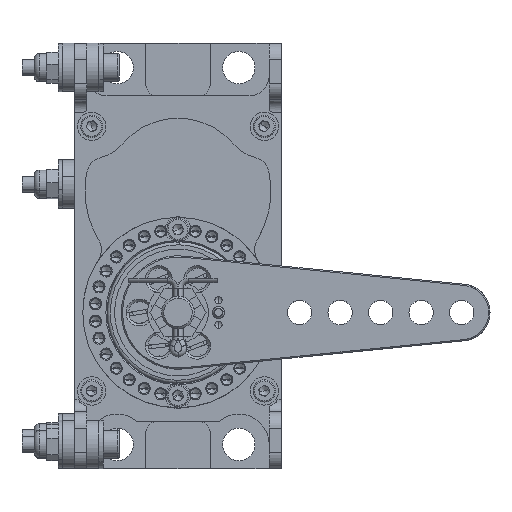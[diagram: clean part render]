
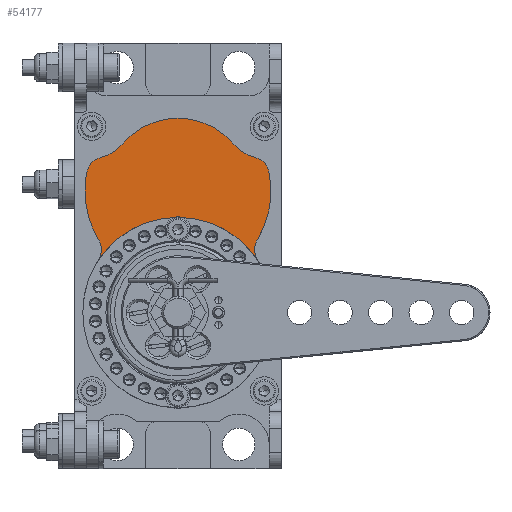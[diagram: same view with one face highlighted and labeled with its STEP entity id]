
A CAD part, top view. The second image highlights one B-rep face of the part: STEP entity #54177.
In plain terms, the highlighted planar face has unit normal (0, 0, 1).
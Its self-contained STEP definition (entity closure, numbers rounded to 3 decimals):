
#188 = AXIS2_PLACEMENT_3D ( 'NONE', #22932, #63747, #6737 ) ;
#2670 = CARTESIAN_POINT ( 'NONE',  ( -23.905, 15.517, 13.8 ) ) ;
#3349 = CARTESIAN_POINT ( 'NONE',  ( -22.95, 30., 13.8 ) ) ;
#5162 = DIRECTION ( 'NONE',  ( 1., 0., 0. ) ) ;
#6366 = AXIS2_PLACEMENT_3D ( 'NONE', #62866, #38646, #23411 ) ;
#6595 = ORIENTED_EDGE ( 'NONE', *, *, #10922, .T. ) ;
#6737 = DIRECTION ( 'NONE',  ( 1., 0., 0. ) ) ;
#6778 = CARTESIAN_POINT ( 'NONE',  ( 0., 30., 13.8 ) ) ;
#9231 = AXIS2_PLACEMENT_3D ( 'NONE', #2670, #91098, #66720 ) ;
#9382 = CIRCLE ( 'NONE', #48181, 22.95 ) ;
#10384 = VERTEX_POINT ( 'NONE', #47434 ) ;
#10419 = DIRECTION ( 'NONE',  ( 1., 0., 0. ) ) ;
#10806 = CARTESIAN_POINT ( 'NONE',  ( -19.134, 38.271, 13.8 ) ) ;
#10922 = EDGE_CURVE ( 'NONE', #34449, #10384, #89179, .T. ) ;
#11820 = ORIENTED_EDGE ( 'NONE', *, *, #84720, .T. ) ;
#12845 = CARTESIAN_POINT ( 'NONE',  ( 13.788, 41.571, 13.8 ) ) ;
#15483 = DIRECTION ( 'NONE',  ( 0., 0., 1. ) ) ;
#16099 = CIRCLE ( 'NONE', #97060, 10. ) ;
#19851 = CARTESIAN_POINT ( 'NONE',  ( -22.413, 34.937, 13.8 ) ) ;
#20204 = CARTESIAN_POINT ( 'NONE',  ( -21.448, 48., 13.8 ) ) ;
#21576 = DIRECTION ( 'NONE',  ( 0., 0., 1. ) ) ;
#21875 = VERTEX_POINT ( 'NONE', #45605 ) ;
#22932 = CARTESIAN_POINT ( 'NONE',  ( 0., 0., 13.8 ) ) ;
#23411 = DIRECTION ( 'NONE',  ( 1., 0., 0. ) ) ;
#23494 = EDGE_CURVE ( 'NONE', #10384, #55948, #78360, .T. ) ;
#25700 = CARTESIAN_POINT ( 'NONE',  ( 19.629, 18.108, 13.8 ) ) ;
#25975 = CIRCLE ( 'NONE', #40698, 4.4 ) ;
#26685 = ORIENTED_EDGE ( 'NONE', *, *, #36540, .T. ) ;
#27059 = CARTESIAN_POINT ( 'NONE',  ( -13.788, 41.571, 13.8 ) ) ;
#29284 = CIRCLE ( 'NONE', #188, 23.5 ) ;
#30748 = CIRCLE ( 'NONE', #82718, 18. ) ;
#33524 = CIRCLE ( 'NONE', #74903, 5. ) ;
#34449 = VERTEX_POINT ( 'NONE', #3349 ) ;
#35499 = ORIENTED_EDGE ( 'NONE', *, *, #68646, .T. ) ;
#36540 = EDGE_CURVE ( 'NONE', #92317, #40604, #59454, .T. ) ;
#38214 = DIRECTION ( 'NONE',  ( 0., 0., 1. ) ) ;
#38511 = ORIENTED_EDGE ( 'NONE', *, *, #96157, .T. ) ;
#38646 = DIRECTION ( 'NONE',  ( 0., 0., 1. ) ) ;
#39178 = ORIENTED_EDGE ( 'NONE', *, *, #73573, .T. ) ;
#40604 = VERTEX_POINT ( 'NONE', #10806 ) ;
#40605 = EDGE_CURVE ( 'NONE', #92317, #68856, #30748, .T. ) ;
#40698 = AXIS2_PLACEMENT_3D ( 'NONE', #87982, #15483, #63658 ) ;
#41936 = VERTEX_POINT ( 'NONE', #70229 ) ;
#42829 = DIRECTION ( 'NONE',  ( 0., 0., -1. ) ) ;
#43912 = CIRCLE ( 'NONE', #6366, 22.95 ) ;
#45605 = CARTESIAN_POINT ( 'NONE',  ( 19.134, 38.271, 13.8 ) ) ;
#46690 = CARTESIAN_POINT ( 'NONE',  ( 18.116, 33.991, 13.8 ) ) ;
#47434 = CARTESIAN_POINT ( 'NONE',  ( -19.629, 18.108, 13.8 ) ) ;
#48181 = AXIS2_PLACEMENT_3D ( 'NONE', #98763, #50539, #10419 ) ;
#50539 = DIRECTION ( 'NONE',  ( 0., 0., 1. ) ) ;
#51790 = DIRECTION ( 'NONE',  ( 0., 0., -1. ) ) ;
#52930 = PLANE ( 'NONE',  #87145 ) ;
#53084 = CARTESIAN_POINT ( 'NONE',  ( 23.905, 15.517, 13.8 ) ) ;
#54177 = ADVANCED_FACE ( 'NONE', ( #91700 ), #52930, .T. ) ;
#55948 = VERTEX_POINT ( 'NONE', #89011 ) ;
#59281 = DIRECTION ( 'NONE',  ( 1., 0., 0. ) ) ;
#59454 = CIRCLE ( 'NONE', #61861, 10. ) ;
#60609 = DIRECTION ( 'NONE',  ( 1., 0., 0. ) ) ;
#61092 = DIRECTION ( 'NONE',  ( 0., 0., -1. ) ) ;
#61861 = AXIS2_PLACEMENT_3D ( 'NONE', #20204, #76445, #60609 ) ;
#62866 = CARTESIAN_POINT ( 'NONE',  ( 0., 30., 13.8 ) ) ;
#63658 = DIRECTION ( 'NONE',  ( 1., 0., 0. ) ) ;
#63747 = DIRECTION ( 'NONE',  ( 0., 0., 1. ) ) ;
#66516 = EDGE_CURVE ( 'NONE', #21875, #68856, #16099, .T. ) ;
#66544 = AXIS2_PLACEMENT_3D ( 'NONE', #46690, #78654, #94265 ) ;
#66720 = DIRECTION ( 'NONE',  ( 1., 0., 0. ) ) ;
#68646 = EDGE_CURVE ( 'NONE', #90708, #41936, #9382, .T. ) ;
#68856 = VERTEX_POINT ( 'NONE', #12845 ) ;
#69413 = DIRECTION ( 'NONE',  ( 1., 0., 0. ) ) ;
#70229 = CARTESIAN_POINT ( 'NONE',  ( 22.413, 34.937, 13.8 ) ) ;
#71465 = ORIENTED_EDGE ( 'NONE', *, *, #100811, .F. ) ;
#73573 = EDGE_CURVE ( 'NONE', #88861, #34449, #43912, .T. ) ;
#74903 = AXIS2_PLACEMENT_3D ( 'NONE', #53084, #61092, #5162 ) ;
#75796 = CARTESIAN_POINT ( 'NONE',  ( 0., 30., 13.8 ) ) ;
#76286 = VERTEX_POINT ( 'NONE', #103137 ) ;
#76445 = DIRECTION ( 'NONE',  ( 0., 0., -1. ) ) ;
#77128 = CARTESIAN_POINT ( 'NONE',  ( 0., 30., 13.8 ) ) ;
#78360 = CIRCLE ( 'NONE', #9231, 5. ) ;
#78654 = DIRECTION ( 'NONE',  ( 0., 0., 1. ) ) ;
#78835 = CIRCLE ( 'NONE', #66544, 4.4 ) ;
#79612 = DIRECTION ( 'NONE',  ( 1., 0., 0. ) ) ;
#80798 = ORIENTED_EDGE ( 'NONE', *, *, #66516, .T. ) ;
#80912 = EDGE_CURVE ( 'NONE', #41936, #21875, #78835, .T. ) ;
#81845 = ORIENTED_EDGE ( 'NONE', *, *, #80912, .T. ) ;
#82367 = DIRECTION ( 'NONE',  ( 1., 0., 0. ) ) ;
#82718 = AXIS2_PLACEMENT_3D ( 'NONE', #75796, #42829, #59281 ) ;
#84720 = EDGE_CURVE ( 'NONE', #40604, #88861, #25975, .T. ) ;
#86041 = ORIENTED_EDGE ( 'NONE', *, *, #40605, .F. ) ;
#86753 = EDGE_LOOP ( 'NONE', ( #26685, #11820, #39178, #6595, #93536, #71465, #38511, #35499, #81845, #80798, #86041 ) ) ;
#87145 = AXIS2_PLACEMENT_3D ( 'NONE', #77128, #21576, #69413 ) ;
#87982 = CARTESIAN_POINT ( 'NONE',  ( -18.116, 33.991, 13.8 ) ) ;
#88861 = VERTEX_POINT ( 'NONE', #19851 ) ;
#89011 = CARTESIAN_POINT ( 'NONE',  ( -19.711, 12.795, 13.8 ) ) ;
#89179 = CIRCLE ( 'NONE', #90299, 22.95 ) ;
#90299 = AXIS2_PLACEMENT_3D ( 'NONE', #6778, #38214, #79612 ) ;
#90708 = VERTEX_POINT ( 'NONE', #25700 ) ;
#91098 = DIRECTION ( 'NONE',  ( 0., 0., -1. ) ) ;
#91239 = CARTESIAN_POINT ( 'NONE',  ( 21.448, 48., 13.8 ) ) ;
#91700 = FACE_OUTER_BOUND ( 'NONE', #86753, .T. ) ;
#92317 = VERTEX_POINT ( 'NONE', #27059 ) ;
#93536 = ORIENTED_EDGE ( 'NONE', *, *, #23494, .T. ) ;
#94265 = DIRECTION ( 'NONE',  ( 1., 0., 0. ) ) ;
#96157 = EDGE_CURVE ( 'NONE', #76286, #90708, #33524, .T. ) ;
#97060 = AXIS2_PLACEMENT_3D ( 'NONE', #91239, #51790, #82367 ) ;
#98763 = CARTESIAN_POINT ( 'NONE',  ( 0., 30., 13.8 ) ) ;
#100811 = EDGE_CURVE ( 'NONE', #76286, #55948, #29284, .T. ) ;
#103137 = CARTESIAN_POINT ( 'NONE',  ( 19.711, 12.795, 13.8 ) ) ;
